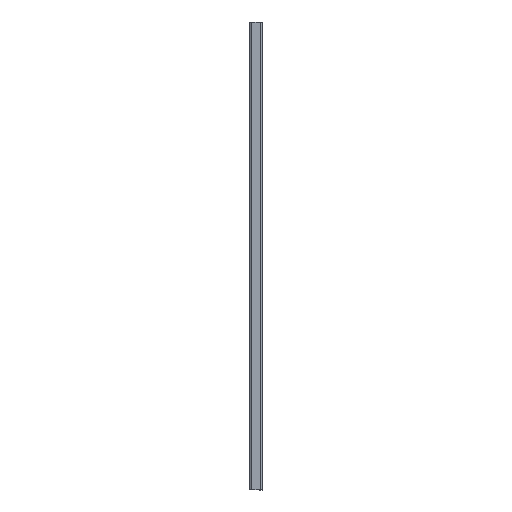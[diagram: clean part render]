
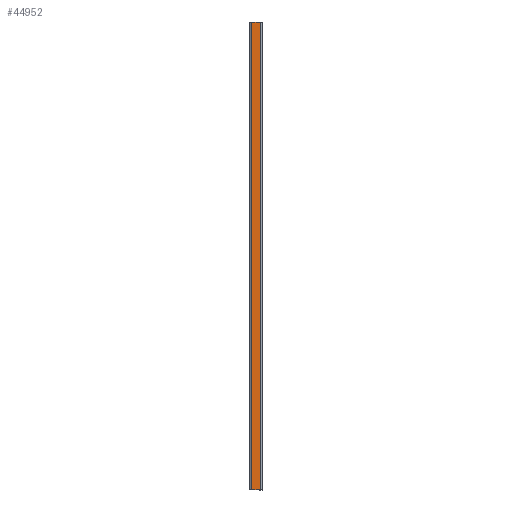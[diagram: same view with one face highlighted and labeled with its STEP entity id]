
A CAD part, left-side view. The second image highlights one B-rep face of the part: STEP entity #44952.
In plain terms, the highlighted planar face has unit normal (-1, 0, 0).
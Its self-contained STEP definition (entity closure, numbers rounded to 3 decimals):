
#74 = DIRECTION ( 'NONE',  ( 0., 1., 0. ) ) ;
#1198 = CARTESIAN_POINT ( 'NONE',  ( -20.5, 3., 0. ) ) ;
#1512 = DIRECTION ( 'NONE',  ( 0., 0., 1. ) ) ;
#2335 = CARTESIAN_POINT ( 'NONE',  ( -20.5, 18., 0. ) ) ;
#3804 = DIRECTION ( 'NONE',  ( 0., 0., 1. ) ) ;
#5325 = EDGE_LOOP ( 'NONE', ( #29980, #10937, #5675, #35211 ) ) ;
#5675 = ORIENTED_EDGE ( 'NONE', *, *, #28677, .F. ) ;
#5811 = FACE_OUTER_BOUND ( 'NONE', #5325, .T. ) ;
#7380 = VERTEX_POINT ( 'NONE', #32232 ) ;
#10707 = VECTOR ( 'NONE', #74, 1000. ) ;
#10937 = ORIENTED_EDGE ( 'NONE', *, *, #33855, .F. ) ;
#10985 = AXIS2_PLACEMENT_3D ( 'NONE', #35073, #41813, #14232 ) ;
#12159 = CARTESIAN_POINT ( 'NONE',  ( -20.5, 3., -400. ) ) ;
#13430 = LINE ( 'NONE', #31396, #10707 ) ;
#14232 = DIRECTION ( 'NONE',  ( 0., 0., -1. ) ) ;
#15922 = VECTOR ( 'NONE', #1512, 1000. ) ;
#17242 = VECTOR ( 'NONE', #30534, 1000. ) ;
#18181 = VERTEX_POINT ( 'NONE', #2335 ) ;
#20364 = EDGE_CURVE ( 'NONE', #26614, #26185, #33901, .T. ) ;
#26185 = VERTEX_POINT ( 'NONE', #1198 ) ;
#26475 = LINE ( 'NONE', #27321, #17242 ) ;
#26614 = VERTEX_POINT ( 'NONE', #38195 ) ;
#27321 = CARTESIAN_POINT ( 'NONE',  ( -20.5, 0., -800. ) ) ;
#28305 = CARTESIAN_POINT ( 'NONE',  ( -20.5, 18., -400. ) ) ;
#28677 = EDGE_CURVE ( 'NONE', #26614, #7380, #26475, .T. ) ;
#28867 = VECTOR ( 'NONE', #3804, 1000. ) ;
#29980 = ORIENTED_EDGE ( 'NONE', *, *, #44981, .T. ) ;
#30534 = DIRECTION ( 'NONE',  ( 0., 1., 0. ) ) ;
#31396 = CARTESIAN_POINT ( 'NONE',  ( -20.5, 0., 0. ) ) ;
#32232 = CARTESIAN_POINT ( 'NONE',  ( -20.5, 18., -800. ) ) ;
#33855 = EDGE_CURVE ( 'NONE', #7380, #18181, #37094, .T. ) ;
#33901 = LINE ( 'NONE', #12159, #15922 ) ;
#35073 = CARTESIAN_POINT ( 'NONE',  ( -20.5, 0., -400. ) ) ;
#35211 = ORIENTED_EDGE ( 'NONE', *, *, #20364, .T. ) ;
#37094 = LINE ( 'NONE', #28305, #28867 ) ;
#38195 = CARTESIAN_POINT ( 'NONE',  ( -20.5, 3., -800. ) ) ;
#41813 = DIRECTION ( 'NONE',  ( 1., 0., 0. ) ) ;
#44952 = ADVANCED_FACE ( 'NONE', ( #5811 ), #45185, .F. ) ;
#44981 = EDGE_CURVE ( 'NONE', #26185, #18181, #13430, .T. ) ;
#45185 = PLANE ( 'NONE',  #10985 ) ;
